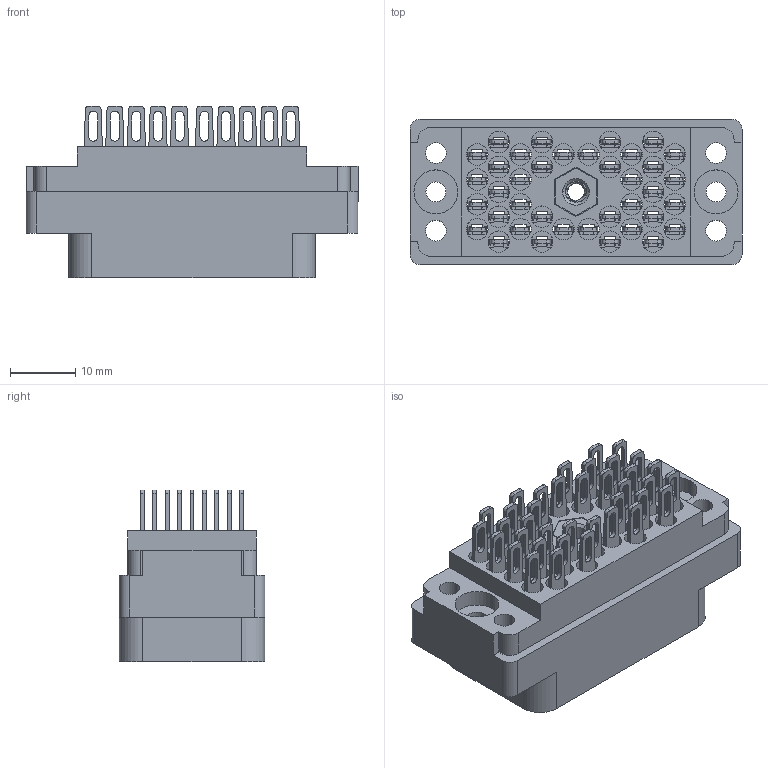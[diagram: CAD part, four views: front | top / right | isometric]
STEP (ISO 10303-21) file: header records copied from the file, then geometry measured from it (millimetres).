
FILE_DESCRIPTION (( 'STEP AP203' ), '1' );
FILE_NAME ('516-038-500-306.STEP', '2020-03-09T19:46:39', ( '' ), ( '' ), 'SwSTEP 2.0', 'SolidWorks 2016', '' );
FILE_SCHEMA (( 'CONFIG_CONTROL_DESIGN' ));
Length unit declared in the file: inch
Products named in the file (4): 516-292-001_500 Contact; 516 Plug Insulator_038; 516-252-035-100_516-252-035-100; 516-038-500-306
Assembly tree (40 placements, depth 2):
  516-038-500-306
    516 Plug Insulator_038
    516-292-001_500 Contact  x38
    516-252-035-100_516-252-035-100
Bounding box: 50.8 x 22.25 x 26.26 mm (x, y, z)
Volume: 10193 mm3; surface area: 18728 mm2
Topology: 40 solids, 40 shells, 3827 faces, 11098 edges, 7370 vertices
Faces by surface type: plane 2286, cylinder 1295, bspline 234, cone 12
Entity records: 37821 total; most frequent: CARTESIAN_POINT 8715, ORIENTED_EDGE 5916, DIRECTION 5690, EDGE_CURVE 2958, LINE 2150, VECTOR 2150, VERTEX_POINT 1968, AXIS2_PLACEMENT_3D 1770
